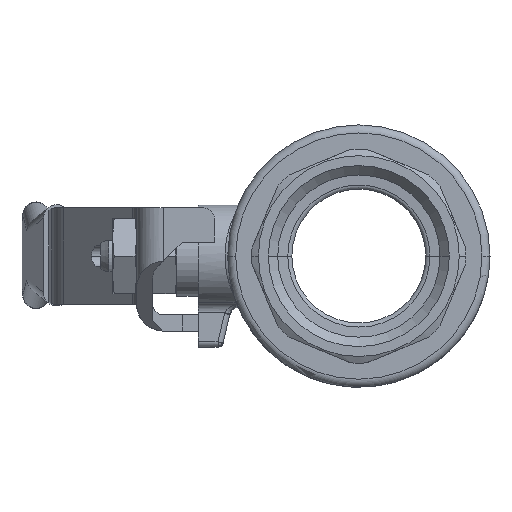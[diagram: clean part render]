
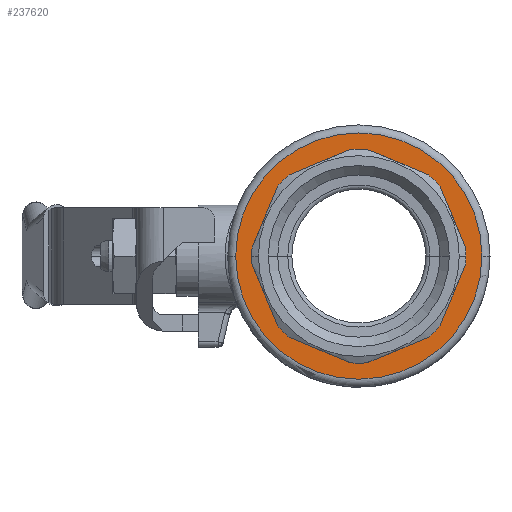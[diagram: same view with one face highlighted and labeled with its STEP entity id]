
A CAD part, left-side view. The second image highlights one B-rep face of the part: STEP entity #237620.
In plain terms, the highlighted face is planar.
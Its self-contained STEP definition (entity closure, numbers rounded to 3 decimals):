
#16940=CARTESIAN_POINT('',(22.,1.501,19.944));
#16950=VERTEX_POINT('',#16940);
#16980=CARTESIAN_POINT('',(22.,0.,20.565));
#16990=DIRECTION('',(0.,0.924,
-0.383));
#17000=VECTOR('',#16990,1.);
#17010=LINE('',#16980,#17000);
#17020=CARTESIAN_POINT('',(22.,13.041,15.164));
#17030=VERTEX_POINT('',#17020);
#17040=EDGE_CURVE('',#16950,#17030,#17010,.T.);
#31410=CARTESIAN_POINT('',(22.,1.501,-19.944));
#31420=VERTEX_POINT('',#31410);
#31450=CARTESIAN_POINT('',(22.,0.,0.
));
#31460=DIRECTION('',(1.,0.,0.));
#31470=DIRECTION('',(0.,-1.,0.));
#31480=AXIS2_PLACEMENT_3D('',#31450,#31460,#31470);
#31490=CIRCLE('',#31480,20.);
#31500=CARTESIAN_POINT('',(22.,-1.501,-19.944));
#31510=VERTEX_POINT('',#31500);
#31520=EDGE_CURVE('',#31510,#31420,#31490,.T.);
#121310=CARTESIAN_POINT('',(22.,23.,0.));
#121320=VERTEX_POINT('',#121310);
#121490=CARTESIAN_POINT('',(22.,-23.,0.))
;
#121500=VERTEX_POINT('',#121490);
#121530=CARTESIAN_POINT('',(22.,0.,
0.));
#121540=DIRECTION('',(-1.,0.,0.));
#121550=DIRECTION('',(0.,-1.,0.));
#121560=AXIS2_PLACEMENT_3D('',#121530,#121540,#121550);
#121570=CIRCLE('',#121560,23.);
#121580=EDGE_CURVE('',#121320,#121500,#121570,.T.);
#205530=CARTESIAN_POINT('',(22.,-13.041,15.164));
#205540=VERTEX_POINT('',#205530);
#205550=CARTESIAN_POINT('',(22.,-15.164,13.041));
#205560=VERTEX_POINT('',#205550);
#205570=EDGE_CURVE('',#205540,#205560,#31490,.T.);
#205890=CARTESIAN_POINT('',(22.,13.041,-15.164));
#205900=VERTEX_POINT('',#205890);
#205930=CARTESIAN_POINT('',(22.,0.,-20.565))
;
#205940=DIRECTION('',(0.,-0.924,
-0.383));
#205950=VECTOR('',#205940,1.);
#205960=LINE('',#205930,#205950);
#205970=EDGE_CURVE('',#205900,#31420,#205960,.T.);
#207490=CARTESIAN_POINT('',(22.,-19.944,1.501));
#207500=VERTEX_POINT('',#207490);
#207600=CARTESIAN_POINT('',(22.,-19.944,-1.501));
#207610=VERTEX_POINT('',#207600);
#207640=EDGE_CURVE('',#207500,#207610,#31490,.T.);
#207990=CARTESIAN_POINT('',(22.,0.,-20.565))
;
#208000=DIRECTION('',(0.,-0.924,
0.383));
#208010=VECTOR('',#208000,1.);
#208020=LINE('',#207990,#208010);
#208030=CARTESIAN_POINT('',(22.,-13.041,-15.164));
#208040=VERTEX_POINT('',#208030);
#208050=EDGE_CURVE('',#31510,#208040,#208020,.T.);
#219500=CARTESIAN_POINT('',(22.,15.164,13.041));
#219510=VERTEX_POINT('',#219500);
#219540=CARTESIAN_POINT('',(22.,20.565,0.));
#219550=DIRECTION('',(0.,0.383,
-0.924));
#219560=VECTOR('',#219550,1.);
#219570=LINE('',#219540,#219560);
#219580=CARTESIAN_POINT('',(22.,19.944,1.501));
#219590=VERTEX_POINT('',#219580);
#219600=EDGE_CURVE('',#219510,#219590,#219570,.T.);
#236230=CARTESIAN_POINT('',(22.,-20.565,0.))
;
#236240=DIRECTION('',(0.,0.383,
0.924));
#236250=VECTOR('',#236240,1.);
#236260=LINE('',#236230,#236250);
#236270=EDGE_CURVE('',#207500,#205560,#236260,.T.);
#236990=CARTESIAN_POINT('',(22.,-1.501,19.944));
#237000=VERTEX_POINT('',#236990);
#237030=EDGE_CURVE('',#16950,#237000,#31490,.T.);
#237090=CARTESIAN_POINT('',(22.,-22.25,0.))
;
#237100=DIRECTION('',(-1.,0.,0.));
#237110=DIRECTION('',(0.,-1.,0.));
#237120=AXIS2_PLACEMENT_3D('',#237090,#237100,#237110);
#237130=PLANE('',#237120);
#237140=EDGE_CURVE('',#121500,#121320,#121570,.T.);
#237150=ORIENTED_EDGE('',*,*,#237140,.F.);
#237160=ORIENTED_EDGE('',*,*,#121580,.F.);
#237170=EDGE_LOOP('',(#237160,#237150));
#237180=FACE_OUTER_BOUND('',#237170,.T.);
#237190=ORIENTED_EDGE('',*,*,#205570,.F.);
#237200=ORIENTED_EDGE('',*,*,#236270,.T.);
#237210=ORIENTED_EDGE('',*,*,#207640,.F.);
#237220=CARTESIAN_POINT('',(22.,-20.565,0.))
;
#237230=DIRECTION('',(0.,-0.383,
0.924));
#237240=VECTOR('',#237230,1.);
#237250=LINE('',#237220,#237240);
#237260=CARTESIAN_POINT('',(22.,-15.164,-13.041));
#237270=VERTEX_POINT('',#237260);
#237280=EDGE_CURVE('',#237270,#207610,#237250,.T.);
#237290=ORIENTED_EDGE('',*,*,#237280,.T.);
#237300=EDGE_CURVE('',#237270,#208040,#31490,.T.);
#237310=ORIENTED_EDGE('',*,*,#237300,.F.);
#237320=ORIENTED_EDGE('',*,*,#208050,.T.);
#237330=ORIENTED_EDGE('',*,*,#31520,.F.);
#237340=ORIENTED_EDGE('',*,*,#205970,.T.);
#237350=CARTESIAN_POINT('',(22.,15.164,-13.041));
#237360=VERTEX_POINT('',#237350);
#237370=EDGE_CURVE('',#205900,#237360,#31490,.T.);
#237380=ORIENTED_EDGE('',*,*,#237370,.F.);
#237390=CARTESIAN_POINT('',(22.,20.565,0.));
#237400=DIRECTION('',(0.,-0.383,
-0.924));
#237410=VECTOR('',#237400,1.);
#237420=LINE('',#237390,#237410);
#237430=CARTESIAN_POINT('',(22.,19.944,-1.501));
#237440=VERTEX_POINT('',#237430);
#237450=EDGE_CURVE('',#237440,#237360,#237420,.T.);
#237460=ORIENTED_EDGE('',*,*,#237450,.T.);
#237470=EDGE_CURVE('',#237440,#219590,#31490,.T.);
#237480=ORIENTED_EDGE('',*,*,#237470,.F.);
#237490=ORIENTED_EDGE('',*,*,#219600,.T.);
#237500=EDGE_CURVE('',#219510,#17030,#31490,.T.);
#237510=ORIENTED_EDGE('',*,*,#237500,.F.);
#237520=ORIENTED_EDGE('',*,*,#17040,.T.);
#237530=ORIENTED_EDGE('',*,*,#237030,.F.);
#237540=CARTESIAN_POINT('',(22.,0.,20.565));
#237550=DIRECTION('',(0.,0.924,
0.383));
#237560=VECTOR('',#237550,1.);
#237570=LINE('',#237540,#237560);
#237580=EDGE_CURVE('',#205540,#237000,#237570,.T.);
#237590=ORIENTED_EDGE('',*,*,#237580,.T.);
#237600=EDGE_LOOP('',(#237590,#237530,#237520,#237510,#237490,#237480,
#237460,#237380,#237340,#237330,#237320,#237310,#237290,#237210,#237200,
#237190));
#237610=FACE_BOUND('',#237600,.T.);
#237620=ADVANCED_FACE('',(#237180,#237610),#237130,.F.);
